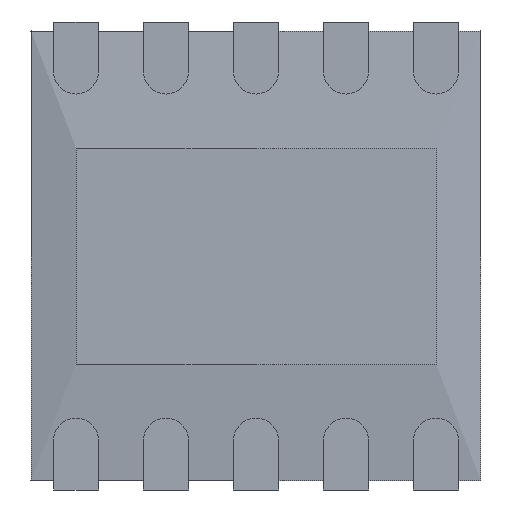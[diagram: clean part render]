
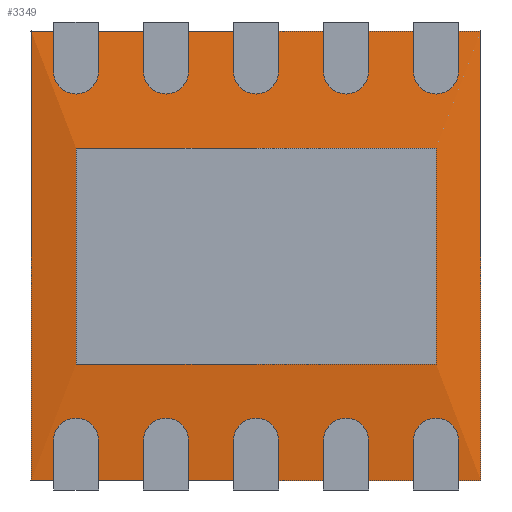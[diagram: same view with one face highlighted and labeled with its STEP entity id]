
A CAD part, front view. The second image highlights one B-rep face of the part: STEP entity #3349.
In plain terms, the highlighted planar face has unit normal (0, -1, 0).
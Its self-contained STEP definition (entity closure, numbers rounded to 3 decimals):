
#3158 = CARTESIAN_POINT ( 'NONE',  ( -1.25, 0.05, -1.25 ) ) ;
#3159 = VERTEX_POINT ( 'NONE', #3158 ) ;
#3160 = CARTESIAN_POINT ( 'NONE',  ( -1.25, 0.05, 1.25 ) ) ;
#3161 = VERTEX_POINT ( 'NONE', #3160 ) ;
#3162 = CARTESIAN_POINT ( 'NONE',  ( -1.25, 0.05, 1.25 ) ) ;
#3163 = DIRECTION ( 'NONE',  ( 0., 0., 1. ) ) ;
#3164 = VECTOR ( 'NONE', #3163, 1000. ) ;
#3165 = LINE ( 'NONE', #3162, #3164 ) ;
#3166 = EDGE_CURVE ( 'NONE', #3159, #3161, #3165, .T. ) ;
#3198 = CARTESIAN_POINT ( 'NONE',  ( 1.25, 0.05, 1.25 ) ) ;
#3199 = VERTEX_POINT ( 'NONE', #3198 ) ;
#3200 = CARTESIAN_POINT ( 'NONE',  ( 1.25, 0.05, 1.25 ) ) ;
#3201 = DIRECTION ( 'NONE',  ( 1., 0., 0. ) ) ;
#3202 = VECTOR ( 'NONE', #3201, 1000. ) ;
#3203 = LINE ( 'NONE', #3200, #3202 ) ;
#3204 = EDGE_CURVE ( 'NONE', #3161, #3199, #3203, .T. ) ;
#3229 = CARTESIAN_POINT ( 'NONE',  ( 1.25, 0.05, -1.25 ) ) ;
#3230 = VERTEX_POINT ( 'NONE', #3229 ) ;
#3231 = CARTESIAN_POINT ( 'NONE',  ( 1.25, 0.05, 1.25 ) ) ;
#3232 = DIRECTION ( 'NONE',  ( 0., 0., -1. ) ) ;
#3233 = VECTOR ( 'NONE', #3232, 1000. ) ;
#3234 = LINE ( 'NONE', #3231, #3233 ) ;
#3235 = EDGE_CURVE ( 'NONE', #3199, #3230, #3234, .T. ) ;
#3260 = CARTESIAN_POINT ( 'NONE',  ( 1.25, 0.05, -1.25 ) ) ;
#3261 = DIRECTION ( 'NONE',  ( -1., 0., 0. ) ) ;
#3262 = VECTOR ( 'NONE', #3261, 1000. ) ;
#3263 = LINE ( 'NONE', #3260, #3262 ) ;
#3264 = EDGE_CURVE ( 'NONE', #3230, #3159, #3263, .T. ) ;
#3304 = CARTESIAN_POINT ( 'NONE',  ( 1., 0., -0.6 ) ) ;
#3305 = VERTEX_POINT ( 'NONE', #3304 ) ;
#3306 = CARTESIAN_POINT ( 'NONE',  ( 1., 0., 0.6 ) ) ;
#3307 = VERTEX_POINT ( 'NONE', #3306 ) ;
#3308 = CARTESIAN_POINT ( 'NONE',  ( 1., 0., -0.6 ) ) ;
#3309 = DIRECTION ( 'NONE',  ( 0., 0., 1. ) ) ;
#3310 = VECTOR ( 'NONE', #3309, 1000. ) ;
#3311 = LINE ( 'NONE', #3308, #3310 ) ;
#3312 = EDGE_CURVE ( 'NONE', #3305, #3307, #3311, .T. ) ;
#3313 = ORIENTED_EDGE ( 'NONE', *, *, #3312, .F. ) ;
#3314 = CARTESIAN_POINT ( 'NONE',  ( -1., 0., -0.6 ) ) ;
#3315 = VERTEX_POINT ( 'NONE', #3314 ) ;
#3316 = CARTESIAN_POINT ( 'NONE',  ( -1., 0., -0.6 ) ) ;
#3317 = DIRECTION ( 'NONE',  ( 1., 0., 0. ) ) ;
#3318 = VECTOR ( 'NONE', #3317, 1000. ) ;
#3319 = LINE ( 'NONE', #3316, #3318 ) ;
#3320 = EDGE_CURVE ( 'NONE', #3315, #3305, #3319, .T. ) ;
#3321 = ORIENTED_EDGE ( 'NONE', *, *, #3320, .F. ) ;
#3322 = CARTESIAN_POINT ( 'NONE',  ( -1., 0., 0.6 ) ) ;
#3323 = VERTEX_POINT ( 'NONE', #3322 ) ;
#3324 = CARTESIAN_POINT ( 'NONE',  ( -1., 0., -0.6 ) ) ;
#3325 = DIRECTION ( 'NONE',  ( 0., 0., -1. ) ) ;
#3326 = VECTOR ( 'NONE', #3325, 1000. ) ;
#3327 = LINE ( 'NONE', #3324, #3326 ) ;
#3328 = EDGE_CURVE ( 'NONE', #3323, #3315, #3327, .T. ) ;
#3329 = ORIENTED_EDGE ( 'NONE', *, *, #3328, .F. ) ;
#3330 = CARTESIAN_POINT ( 'NONE',  ( -1., 0., 0.6 ) ) ;
#3331 = DIRECTION ( 'NONE',  ( -1., 0., 0. ) ) ;
#3332 = VECTOR ( 'NONE', #3331, 1000. ) ;
#3333 = LINE ( 'NONE', #3330, #3332 ) ;
#3334 = EDGE_CURVE ( 'NONE', #3307, #3323, #3333, .T. ) ;
#3335 = ORIENTED_EDGE ( 'NONE', *, *, #3334, .F. ) ;
#3336 = EDGE_LOOP ( 'NONE', ( #3313, #3321, #3329, #3335 ) ) ;
#3337 = FACE_BOUND ( 'NONE', #3336, .T. ) ;
#3338 = ORIENTED_EDGE ( 'NONE', *, *, #3166, .F. ) ;
#3339 = ORIENTED_EDGE ( 'NONE', *, *, #3264, .F. ) ;
#3340 = ORIENTED_EDGE ( 'NONE', *, *, #3235, .F. ) ;
#3341 = ORIENTED_EDGE ( 'NONE', *, *, #3204, .F. ) ;
#3342 = EDGE_LOOP ( 'NONE', ( #3338, #3339, #3340, #3341 ) ) ;
#3343 = FACE_OUTER_BOUND ( 'NONE', #3342, .T. ) ;
#3344 = CARTESIAN_POINT ( 'NONE',  ( 0., 0.05, 0. ) ) ;
#3345 = DIRECTION ( 'NONE',  ( 0., 1., 0. ) ) ;
#3346 = DIRECTION ( 'NONE',  ( 0., 0., 1. ) ) ;
#3347 = AXIS2_PLACEMENT_3D ( 'NONE', #3344, #3345, #3346 ) ;
#3348 = PLANE ( 'NONE', #3347 ) ;
#3349 = ADVANCED_FACE ( 'NONE', ( #3337, #3343 ), #3348, .F. ) ;
